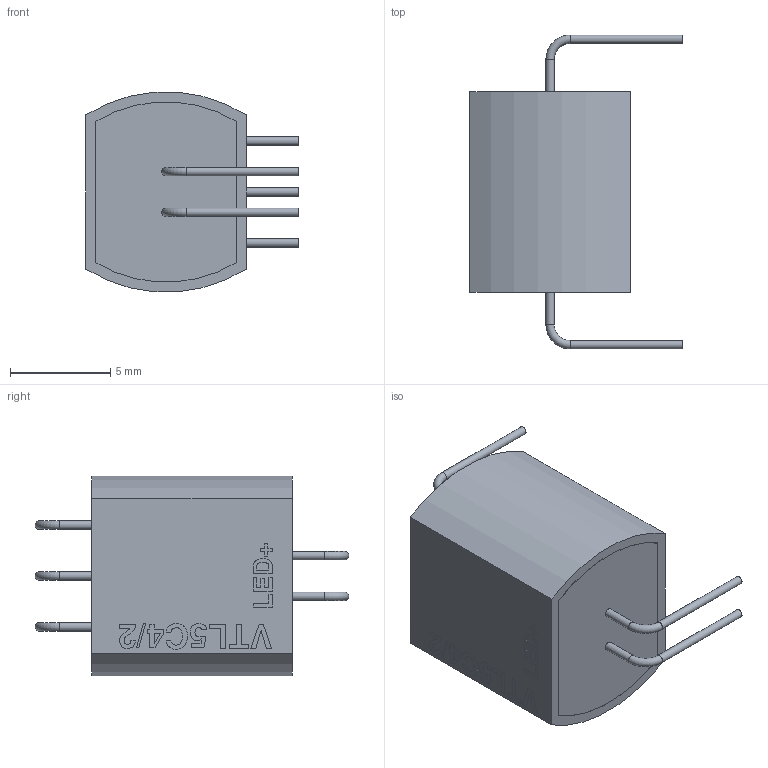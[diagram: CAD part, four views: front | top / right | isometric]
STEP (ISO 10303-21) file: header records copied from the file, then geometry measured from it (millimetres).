
FILE_DESCRIPTION(('FreeCAD Model'),'2;1');
FILE_NAME('Vactec_VTL5C4_2.step','2019-07-10T22:40:55',('Author'),(''), 'Open CASCADE STEP processor 7.3','FreeCAD','Unknown');
FILE_SCHEMA(('AUTOMOTIVE_DESIGN { 1 0 10303 214 1 1 1 1 }'));
Length unit declared in the file: millimetre
Products named in the file (1): Vactec_VTL5C4/2
Bounding box: 10.61 x 15.65 x 9.95 mm (x, y, z)
Volume: 745.2 mm3; surface area: 529.1 mm2
Topology: 1 solids, 1 shells, 192 faces, 497 edges, 328 vertices
Faces by surface type: plane 118, extrusion 53, cylinder 16, torus 5
Full cylindrical faces by diameter (mm): 0.415 x10
Entity records: 7221 total; most frequent: CARTESIAN_POINT 1336, ORIENTED_EDGE 994, DIRECTION 761, EDGE_CURVE 497, VECTOR 407, LINE 354, VERTEX_POINT 328, FACE_BOUND 213
